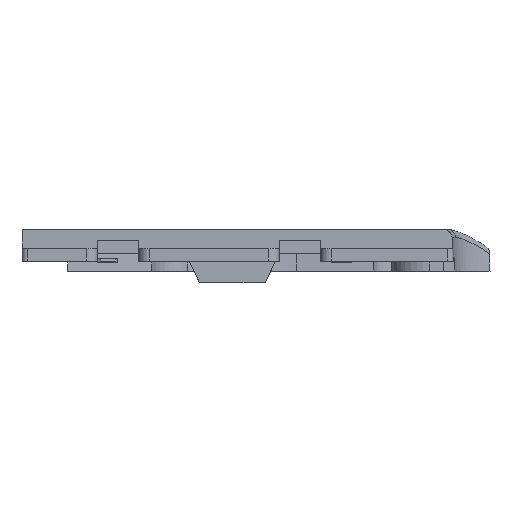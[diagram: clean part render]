
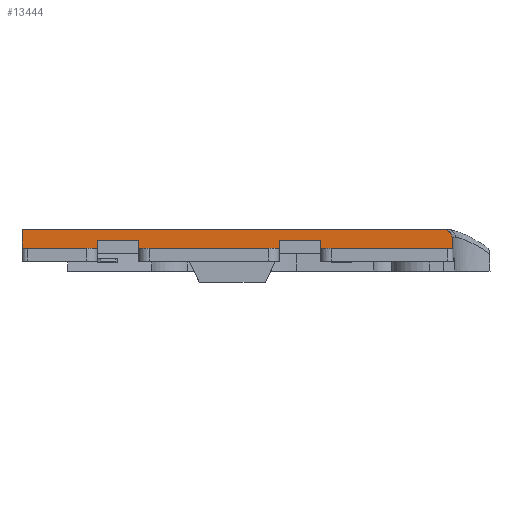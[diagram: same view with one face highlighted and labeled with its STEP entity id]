
A CAD part, left-side view. The second image highlights one B-rep face of the part: STEP entity #13444.
In plain terms, the highlighted planar face has unit normal (-1, 0, 0).
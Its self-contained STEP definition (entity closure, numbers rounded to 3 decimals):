
#14 = VERTEX_POINT ( 'NONE', #5199 ) ;
#139 = LINE ( 'NONE', #6817, #12805 ) ;
#226 = VECTOR ( 'NONE', #2404, 1000. ) ;
#298 = VECTOR ( 'NONE', #3903, 1000. ) ;
#310 = ORIENTED_EDGE ( 'NONE', *, *, #10795, .T. ) ;
#529 = VECTOR ( 'NONE', #6961, 1000. ) ;
#570 = EDGE_LOOP ( 'NONE', ( #1232, #3013, #8235, #7979, #944, #12540, #310, #9259, #8483, #12340, #873, #9172, #2631 ) ) ;
#697 = DIRECTION ( 'NONE',  ( 0., 1., 0. ) ) ;
#873 = ORIENTED_EDGE ( 'NONE', *, *, #6334, .T. ) ;
#944 = ORIENTED_EDGE ( 'NONE', *, *, #2746, .F. ) ;
#1120 = DIRECTION ( 'NONE',  ( 0., 0., 1. ) ) ;
#1232 = ORIENTED_EDGE ( 'NONE', *, *, #12543, .F. ) ;
#1402 = VERTEX_POINT ( 'NONE', #10229 ) ;
#1465 = CARTESIAN_POINT ( 'NONE',  ( 60.75, 1.6, 15. ) ) ;
#1616 = CARTESIAN_POINT ( 'NONE',  ( 60.75, 4.305, 18.6 ) ) ;
#1873 = EDGE_CURVE ( 'NONE', #14523, #7957, #10966, .T. ) ;
#2173 = CARTESIAN_POINT ( 'NONE',  ( 60.75, 1.6, 16.5 ) ) ;
#2283 = CARTESIAN_POINT ( 'NONE',  ( 60.75, 85.5, 10.6 ) ) ;
#2404 = DIRECTION ( 'NONE',  ( 0., 0., -1. ) ) ;
#2468 = DIRECTION ( 'NONE',  ( 0., 0., 1. ) ) ;
#2631 = ORIENTED_EDGE ( 'NONE', *, *, #6956, .T. ) ;
#2746 = EDGE_CURVE ( 'NONE', #3796, #6208, #5399, .T. ) ;
#2837 = VECTOR ( 'NONE', #9330, 1000. ) ;
#3013 = ORIENTED_EDGE ( 'NONE', *, *, #14531, .T. ) ;
#3044 = LINE ( 'NONE', #5355, #6680 ) ;
#3372 = LINE ( 'NONE', #12649, #12657 ) ;
#3702 = CARTESIAN_POINT ( 'NONE',  ( 60.75, 85.5, 15. ) ) ;
#3796 = VERTEX_POINT ( 'NONE', #1616 ) ;
#3903 = DIRECTION ( 'NONE',  ( 0., 1., 0. ) ) ;
#3964 = CARTESIAN_POINT ( 'NONE',  ( 60.75, 2.603, 15. ) ) ;
#4796 = CARTESIAN_POINT ( 'NONE',  ( 60.75, 4.305, 17. ) ) ;
#4821 = DIRECTION ( 'NONE',  ( 0., 0., -1. ) ) ;
#4836 = LINE ( 'NONE', #1465, #2837 ) ;
#5199 = CARTESIAN_POINT ( 'NONE',  ( 60.75, 63., 15. ) ) ;
#5225 = VECTOR ( 'NONE', #6650, 1000. ) ;
#5355 = CARTESIAN_POINT ( 'NONE',  ( 60.75, 1.6, 16.5 ) ) ;
#5370 = LINE ( 'NONE', #12476, #5225 ) ;
#5399 = CIRCLE ( 'NONE', #11138, 1.6 ) ;
#5837 = VECTOR ( 'NONE', #697, 1000. ) ;
#5843 = LINE ( 'NONE', #12660, #226 ) ;
#6051 = CARTESIAN_POINT ( 'NONE',  ( 60.75, 71., 16.5 ) ) ;
#6164 = PLANE ( 'NONE',  #13451 ) ;
#6208 = VERTEX_POINT ( 'NONE', #6261 ) ;
#6209 = CARTESIAN_POINT ( 'NONE',  ( 60.75, 63., 16.5 ) ) ;
#6261 = CARTESIAN_POINT ( 'NONE',  ( 60.75, 2.707, 17.08 ) ) ;
#6334 = EDGE_CURVE ( 'NONE', #14458, #14, #5843, .T. ) ;
#6472 = VERTEX_POINT ( 'NONE', #8249 ) ;
#6650 = DIRECTION ( 'NONE',  ( 0., -0.05, -0.999 ) ) ;
#6680 = VECTOR ( 'NONE', #14632, 1000. ) ;
#6817 = CARTESIAN_POINT ( 'NONE',  ( 60.75, 36., 19.145 ) ) ;
#6870 = CARTESIAN_POINT ( 'NONE',  ( 60.75, 0., 18.6 ) ) ;
#6956 = EDGE_CURVE ( 'NONE', #7708, #6472, #139, .T. ) ;
#6961 = DIRECTION ( 'NONE',  ( 0., 1., 0. ) ) ;
#7117 = VERTEX_POINT ( 'NONE', #6051 ) ;
#7210 = VERTEX_POINT ( 'NONE', #13234 ) ;
#7325 = VECTOR ( 'NONE', #8064, 1000. ) ;
#7368 = CARTESIAN_POINT ( 'NONE',  ( 60.75, 1.6, 19.145 ) ) ;
#7376 = CARTESIAN_POINT ( 'NONE',  ( 60.75, 1.6, 15. ) ) ;
#7625 = EDGE_CURVE ( 'NONE', #1402, #3796, #7992, .T. ) ;
#7708 = VERTEX_POINT ( 'NONE', #8363 ) ;
#7957 = VERTEX_POINT ( 'NONE', #13585 ) ;
#7979 = ORIENTED_EDGE ( 'NONE', *, *, #8194, .F. ) ;
#7992 = LINE ( 'NONE', #6870, #7325 ) ;
#8027 = LINE ( 'NONE', #13712, #298 ) ;
#8064 = DIRECTION ( 'NONE',  ( 0., -1., 0. ) ) ;
#8194 = EDGE_CURVE ( 'NONE', #6208, #14523, #5370, .T. ) ;
#8235 = ORIENTED_EDGE ( 'NONE', *, *, #1873, .F. ) ;
#8242 = DIRECTION ( 'NONE',  ( 0., 0., 1. ) ) ;
#8249 = CARTESIAN_POINT ( 'NONE',  ( 60.75, 36., 16.5 ) ) ;
#8338 = EDGE_CURVE ( 'NONE', #9007, #10869, #4836, .T. ) ;
#8363 = CARTESIAN_POINT ( 'NONE',  ( 60.75, 36., 15. ) ) ;
#8483 = ORIENTED_EDGE ( 'NONE', *, *, #14348, .T. ) ;
#8537 = LINE ( 'NONE', #9429, #13843 ) ;
#8780 = EDGE_CURVE ( 'NONE', #14458, #7117, #3044, .T. ) ;
#9007 = VERTEX_POINT ( 'NONE', #12751 ) ;
#9172 = ORIENTED_EDGE ( 'NONE', *, *, #13877, .F. ) ;
#9259 = ORIENTED_EDGE ( 'NONE', *, *, #8338, .F. ) ;
#9330 = DIRECTION ( 'NONE',  ( 0., 1., 0. ) ) ;
#9429 = CARTESIAN_POINT ( 'NONE',  ( 60.75, 28., 19.145 ) ) ;
#10229 = CARTESIAN_POINT ( 'NONE',  ( 60.75, 85.5, 18.6 ) ) ;
#10327 = LINE ( 'NONE', #2173, #529 ) ;
#10795 = EDGE_CURVE ( 'NONE', #1402, #10869, #11557, .T. ) ;
#10869 = VERTEX_POINT ( 'NONE', #3702 ) ;
#10966 = LINE ( 'NONE', #7376, #5837 ) ;
#11138 = AXIS2_PLACEMENT_3D ( 'NONE', #4796, #13628, #8242 ) ;
#11557 = LINE ( 'NONE', #2283, #14119 ) ;
#11929 = DIRECTION ( 'NONE',  ( 0., 0., 1. ) ) ;
#12006 = FACE_OUTER_BOUND ( 'NONE', #570, .T. ) ;
#12340 = ORIENTED_EDGE ( 'NONE', *, *, #8780, .F. ) ;
#12476 = CARTESIAN_POINT ( 'NONE',  ( 60.75, 2.397, 10.88 ) ) ;
#12540 = ORIENTED_EDGE ( 'NONE', *, *, #7625, .F. ) ;
#12543 = EDGE_CURVE ( 'NONE', #7210, #6472, #10327, .T. ) ;
#12649 = CARTESIAN_POINT ( 'NONE',  ( 60.75, 71., 19.145 ) ) ;
#12657 = VECTOR ( 'NONE', #2468, 1000. ) ;
#12660 = CARTESIAN_POINT ( 'NONE',  ( 60.75, 63., 19.145 ) ) ;
#12751 = CARTESIAN_POINT ( 'NONE',  ( 60.75, 71., 15. ) ) ;
#12805 = VECTOR ( 'NONE', #1120, 1000. ) ;
#12970 = DIRECTION ( 'NONE',  ( -1., 0., 0. ) ) ;
#13234 = CARTESIAN_POINT ( 'NONE',  ( 60.75, 28., 16.5 ) ) ;
#13444 = ADVANCED_FACE ( 'NONE', ( #12006 ), #6164, .T. ) ;
#13451 = AXIS2_PLACEMENT_3D ( 'NONE', #7368, #12970, #11929 ) ;
#13585 = CARTESIAN_POINT ( 'NONE',  ( 60.75, 28., 15. ) ) ;
#13628 = DIRECTION ( 'NONE',  ( 1., 0., 0. ) ) ;
#13712 = CARTESIAN_POINT ( 'NONE',  ( 60.75, 1.6, 15. ) ) ;
#13843 = VECTOR ( 'NONE', #13990, 1000. ) ;
#13877 = EDGE_CURVE ( 'NONE', #7708, #14, #8027, .T. ) ;
#13990 = DIRECTION ( 'NONE',  ( 0., 0., -1. ) ) ;
#14119 = VECTOR ( 'NONE', #4821, 1000. ) ;
#14348 = EDGE_CURVE ( 'NONE', #9007, #7117, #3372, .T. ) ;
#14458 = VERTEX_POINT ( 'NONE', #6209 ) ;
#14523 = VERTEX_POINT ( 'NONE', #3964 ) ;
#14531 = EDGE_CURVE ( 'NONE', #7210, #7957, #8537, .T. ) ;
#14632 = DIRECTION ( 'NONE',  ( 0., 1., 0. ) ) ;
